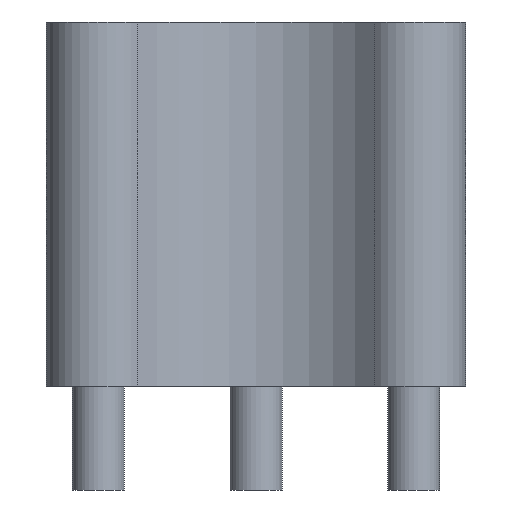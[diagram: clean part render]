
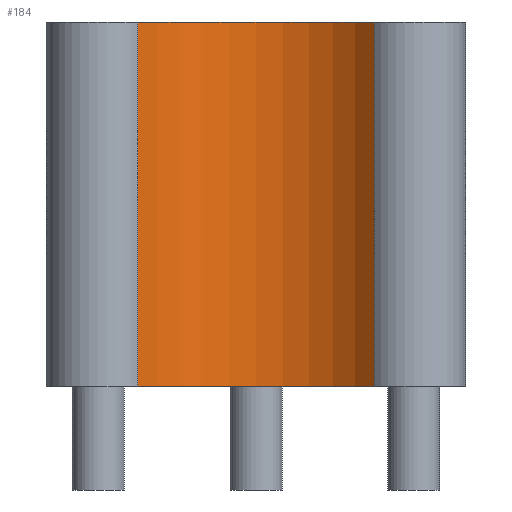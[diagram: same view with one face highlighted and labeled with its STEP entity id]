
A CAD part, front view. The second image highlights one B-rep face of the part: STEP entity #184.
In plain terms, the highlighted cylindrical face has radius 6 mm (diameter 12 mm), a partial arc.
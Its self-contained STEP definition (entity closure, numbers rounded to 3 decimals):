
#132=CARTESIAN_POINT('Vertex',(-4.547,-4.805,-10.)) ;
#135=CARTESIAN_POINT('Line Origine',(-4.547,-4.805,-3.)) ;
#139=CARTESIAN_POINT('Vertex',(-4.547,-4.805,4.)) ;
#154=CARTESIAN_POINT('Axis2P3D Location',(0.,-8.72,-3.)) ;
#159=CARTESIAN_POINT('Axis2P3D Location',(0.,-8.72,-10.)) ;
#163=CARTESIAN_POINT('Vertex',(4.547,-4.805,-10.)) ;
#166=CARTESIAN_POINT('Line Origine',(4.547,-4.805,-3.)) ;
#170=CARTESIAN_POINT('Vertex',(4.547,-4.805,4.)) ;
#173=CARTESIAN_POINT('Axis2P3D Location',(0.,-8.72,4.)) ;
#136=DIRECTION('Vector Direction',(0.,0.,1.)) ;
#155=DIRECTION('Axis2P3D Direction',(0.,0.,1.)) ;
#156=DIRECTION('Axis2P3D XDirection',(0.758,0.653,0.)) ;
#160=DIRECTION('Axis2P3D Direction',(0.,0.,1.)) ;
#167=DIRECTION('Vector Direction',(0.,0.,1.)) ;
#174=DIRECTION('Axis2P3D Direction',(0.,0.,1.)) ;
#157=AXIS2_PLACEMENT_3D('Cylinder Axis2P3D',#154,#155,#156) ;
#161=AXIS2_PLACEMENT_3D('Circle Axis2P3D',#159,#160,$) ;
#175=AXIS2_PLACEMENT_3D('Circle Axis2P3D',#173,#174,$) ;
#179=ORIENTED_EDGE('',*,*,#165,.T.) ;
#180=ORIENTED_EDGE('',*,*,#172,.F.) ;
#181=ORIENTED_EDGE('',*,*,#177,.F.) ;
#182=ORIENTED_EDGE('',*,*,#141,.T.) ;
#137=VECTOR('Line Direction',#136,1.) ;
#168=VECTOR('Line Direction',#167,1.) ;
#184=ADVANCED_FACE('Corps principal',(#183),#158,.F.) ;
#162=CIRCLE('generated circle',#161,6.) ;
#176=CIRCLE('generated circle',#175,6.) ;
#158=CYLINDRICAL_SURFACE('generated cylinder',#157,6.) ;
#141=EDGE_CURVE('',#140,#133,#138,.F.) ;
#165=EDGE_CURVE('',#133,#164,#162,.F.) ;
#172=EDGE_CURVE('',#171,#164,#169,.F.) ;
#177=EDGE_CURVE('',#140,#171,#176,.F.) ;
#178=EDGE_LOOP('',(#179,#180,#181,#182)) ;
#183=FACE_OUTER_BOUND('',#178,.T.) ;
#138=LINE('Line',#135,#137) ;
#169=LINE('Line',#166,#168) ;
#133=VERTEX_POINT('',#132) ;
#140=VERTEX_POINT('',#139) ;
#164=VERTEX_POINT('',#163) ;
#171=VERTEX_POINT('',#170) ;
